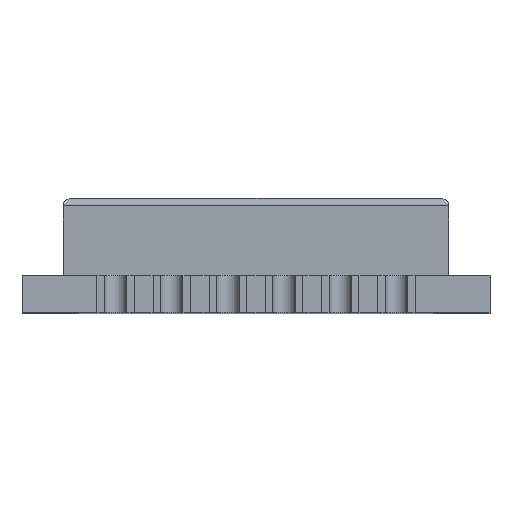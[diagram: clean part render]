
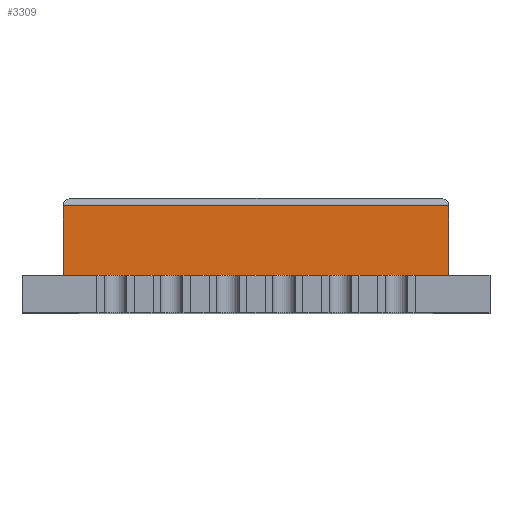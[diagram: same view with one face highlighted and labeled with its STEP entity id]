
A CAD part, top view. The second image highlights one B-rep face of the part: STEP entity #3309.
In plain terms, the highlighted planar face has unit normal (0, 0, 1).
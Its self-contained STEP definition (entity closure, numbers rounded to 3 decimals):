
#99 = EDGE_LOOP ( 'NONE', ( #5384, #9263, #6293, #5371 ) ) ;
#223 = DIRECTION ( 'NONE',  ( 0., -1., 0. ) ) ;
#334 = CARTESIAN_POINT ( 'NONE',  ( -5.15, 19.712, 6.15 ) ) ;
#773 = DIRECTION ( 'NONE',  ( 0., -1., 0. ) ) ;
#1538 = EDGE_CURVE ( 'NONE', #6678, #6430, #3507, .T. ) ;
#1691 = LINE ( 'NONE', #2547, #7419 ) ;
#1843 = AXIS2_PLACEMENT_3D ( 'NONE', #334, #5594, #8613 ) ;
#1910 = FACE_OUTER_BOUND ( 'NONE', #99, .T. ) ;
#2547 = CARTESIAN_POINT ( 'NONE',  ( -5.15, 19.712, 6.15 ) ) ;
#3309 = ADVANCED_FACE ( 'NONE', ( #1910 ), #4090, .F. ) ;
#3439 = LINE ( 'NONE', #4427, #9568 ) ;
#3507 = LINE ( 'NONE', #8299, #4592 ) ;
#3602 = CARTESIAN_POINT ( 'NONE',  ( -5.15, 2.85, 6.15 ) ) ;
#4090 = PLANE ( 'NONE',  #1843 ) ;
#4183 = VECTOR ( 'NONE', #5473, 1000. ) ;
#4427 = CARTESIAN_POINT ( 'NONE',  ( 5.15, 19.712, 6.15 ) ) ;
#4521 = DIRECTION ( 'NONE',  ( 1., 0., 0. ) ) ;
#4592 = VECTOR ( 'NONE', #4521, 1000. ) ;
#5371 = ORIENTED_EDGE ( 'NONE', *, *, #1538, .T. ) ;
#5384 = ORIENTED_EDGE ( 'NONE', *, *, #8182, .F. ) ;
#5473 = DIRECTION ( 'NONE',  ( -1., 0., 0. ) ) ;
#5594 = DIRECTION ( 'NONE',  ( 0., 0., -1. ) ) ;
#6277 = CARTESIAN_POINT ( 'NONE',  ( -5.15, 2.85, 6.15 ) ) ;
#6293 = ORIENTED_EDGE ( 'NONE', *, *, #8508, .T. ) ;
#6333 = CARTESIAN_POINT ( 'NONE',  ( 5.15, 1., 6.15 ) ) ;
#6430 = VERTEX_POINT ( 'NONE', #6333 ) ;
#6557 = VERTEX_POINT ( 'NONE', #3602 ) ;
#6626 = VERTEX_POINT ( 'NONE', #8962 ) ;
#6678 = VERTEX_POINT ( 'NONE', #7516 ) ;
#7225 = LINE ( 'NONE', #6277, #4183 ) ;
#7257 = EDGE_CURVE ( 'NONE', #6626, #6557, #7225, .T. ) ;
#7419 = VECTOR ( 'NONE', #223, 1000. ) ;
#7516 = CARTESIAN_POINT ( 'NONE',  ( -5.15, 1., 6.15 ) ) ;
#8182 = EDGE_CURVE ( 'NONE', #6626, #6430, #3439, .T. ) ;
#8299 = CARTESIAN_POINT ( 'NONE',  ( -5.15, 1., 6.15 ) ) ;
#8508 = EDGE_CURVE ( 'NONE', #6557, #6678, #1691, .T. ) ;
#8613 = DIRECTION ( 'NONE',  ( -1., 0., 0. ) ) ;
#8962 = CARTESIAN_POINT ( 'NONE',  ( 5.15, 2.85, 6.15 ) ) ;
#9263 = ORIENTED_EDGE ( 'NONE', *, *, #7257, .T. ) ;
#9568 = VECTOR ( 'NONE', #773, 1000. ) ;
